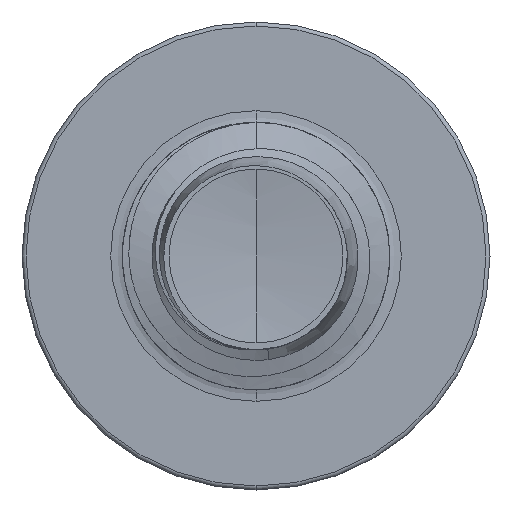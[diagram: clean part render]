
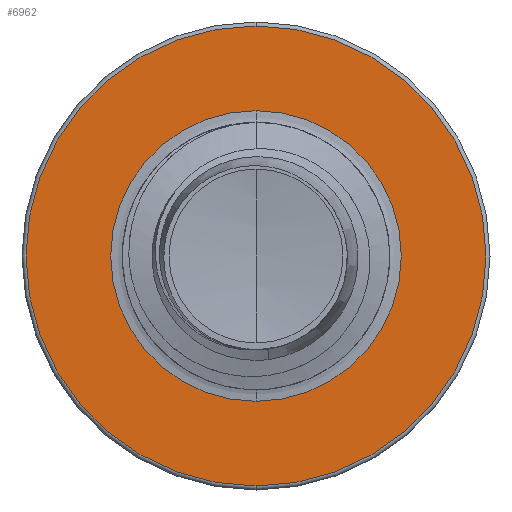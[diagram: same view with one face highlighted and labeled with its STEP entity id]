
A CAD part, front view. The second image highlights one B-rep face of the part: STEP entity #6962.
In plain terms, the highlighted planar face has unit normal (0, -1, 0).
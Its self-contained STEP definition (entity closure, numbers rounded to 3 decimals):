
#163 = AXIS2_PLACEMENT_3D ( 'NONE', #22205, #22190, #22185 ) ;
#294 = FACE_OUTER_BOUND ( 'NONE', #8319, .T. ) ;
#608 = CARTESIAN_POINT ( 'NONE',  ( 0., 9., -2.174 ) ) ;
#823 = ORIENTED_EDGE ( 'NONE', *, *, #6491, .T. ) ;
#1580 = CIRCLE ( 'NONE', #20678, 2.174 ) ;
#2669 = DIRECTION ( 'NONE',  ( 0., 0., 1. ) ) ;
#2673 = DIRECTION ( 'NONE',  ( 0., 1., 0. ) ) ;
#2709 = CARTESIAN_POINT ( 'NONE',  ( 0., 9., 0. ) ) ;
#3018 = AXIS2_PLACEMENT_3D ( 'NONE', #8994, #8973, #8943 ) ;
#4081 = CIRCLE ( 'NONE', #12635, 3.44 ) ;
#5265 = EDGE_CURVE ( 'NONE', #15836, #20278, #4081, .T. ) ;
#5548 = ORIENTED_EDGE ( 'NONE', *, *, #5265, .F. ) ;
#5643 = FACE_BOUND ( 'NONE', #11414, .T. ) ;
#6491 = EDGE_CURVE ( 'NONE', #21301, #12760, #1580, .T. ) ;
#6962 = ADVANCED_FACE ( 'NONE', ( #294, #5643 ), #12301, .F. ) ;
#8208 = EDGE_CURVE ( 'NONE', #12760, #21301, #16877, .T. ) ;
#8319 = EDGE_LOOP ( 'NONE', ( #9788, #5548 ) ) ;
#8943 = DIRECTION ( 'NONE',  ( 0., 0., 1. ) ) ;
#8973 = DIRECTION ( 'NONE',  ( 0., 1., 0. ) ) ;
#8994 = CARTESIAN_POINT ( 'NONE',  ( 0., 9., 0. ) ) ;
#9655 = CARTESIAN_POINT ( 'NONE',  ( 0., 9., 3.44 ) ) ;
#9788 = ORIENTED_EDGE ( 'NONE', *, *, #12988, .F. ) ;
#11414 = EDGE_LOOP ( 'NONE', ( #823, #16080 ) ) ;
#12222 = DIRECTION ( 'NONE',  ( 0., 0., 1. ) ) ;
#12243 = DIRECTION ( 'NONE',  ( 0., 1., 0. ) ) ;
#12266 = CARTESIAN_POINT ( 'NONE',  ( 0., 9., -2.174 ) ) ;
#12301 = PLANE ( 'NONE',  #18587 ) ;
#12635 = AXIS2_PLACEMENT_3D ( 'NONE', #2709, #2673, #2669 ) ;
#12760 = VERTEX_POINT ( 'NONE', #608 ) ;
#12988 = EDGE_CURVE ( 'NONE', #20278, #15836, #15598, .T. ) ;
#15598 = CIRCLE ( 'NONE', #163, 3.44 ) ;
#15836 = VERTEX_POINT ( 'NONE', #20767 ) ;
#15868 = DIRECTION ( 'NONE',  ( 0., 0., 1. ) ) ;
#15886 = DIRECTION ( 'NONE',  ( 0., 1., 0. ) ) ;
#15906 = CARTESIAN_POINT ( 'NONE',  ( 0., 9., 0. ) ) ;
#16080 = ORIENTED_EDGE ( 'NONE', *, *, #8208, .T. ) ;
#16582 = CARTESIAN_POINT ( 'NONE',  ( 0., 9., 2.174 ) ) ;
#16877 = CIRCLE ( 'NONE', #3018, 2.174 ) ;
#18587 = AXIS2_PLACEMENT_3D ( 'NONE', #12266, #12243, #12222 ) ;
#20278 = VERTEX_POINT ( 'NONE', #9655 ) ;
#20678 = AXIS2_PLACEMENT_3D ( 'NONE', #15906, #15886, #15868 ) ;
#20767 = CARTESIAN_POINT ( 'NONE',  ( 0., 9., -3.44 ) ) ;
#21301 = VERTEX_POINT ( 'NONE', #16582 ) ;
#22185 = DIRECTION ( 'NONE',  ( 0., 0., 1. ) ) ;
#22190 = DIRECTION ( 'NONE',  ( 0., 1., 0. ) ) ;
#22205 = CARTESIAN_POINT ( 'NONE',  ( 0., 9., 0. ) ) ;
